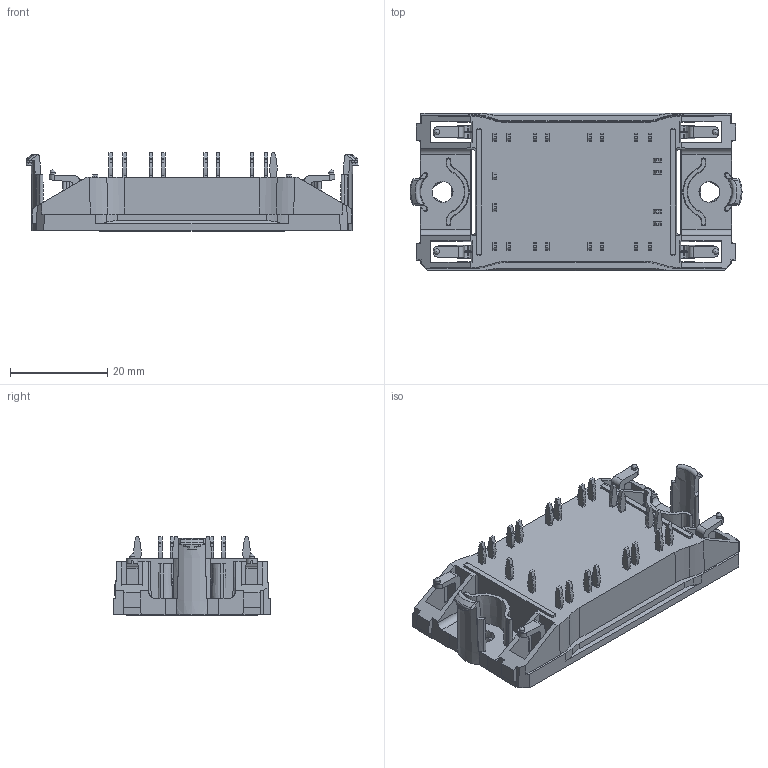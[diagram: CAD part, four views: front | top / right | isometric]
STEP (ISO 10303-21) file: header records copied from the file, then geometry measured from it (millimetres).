
FILE_DESCRIPTION( ( 'Unknown' ), '1' );
FILE_NAME( 'modul.stp', 'Unknown', ( 'Unknown' ), ( 'Unknown' ), 'PSStep 11.0', 'Unknown', ' ' );
FILE_SCHEMA( ( 'AUTOMOTIVE_DESIGN { 1 0 10303 214 1 1 1 1 }' ) );
Length unit declared in the file: millimetre
Products named in the file (1): haz
Bounding box: 68.4 x 32.5 x 16.23 mm (x, y, z)
Volume: 16833.5 mm3; surface area: 9267.3 mm2
Topology: 1 solids, 1 shells, 1224 faces, 3256 edges, 2141 vertices
Faces by surface type: plane 925, cylinder 248, cone 34, bspline 5, extrusion 4, sphere 4, torus 4
Full cylindrical faces by diameter (mm): 1.1 x4
Entity records: 47999 total; most frequent: CARTESIAN_POINT 7121, ORIENTED_EDGE 6472, DIRECTION 6415, EDGE_CURVE 3236, VECTOR 2393, LINE 2389, VERTEX_POINT 2133, AXIS2_PLACEMENT_3D 2011
